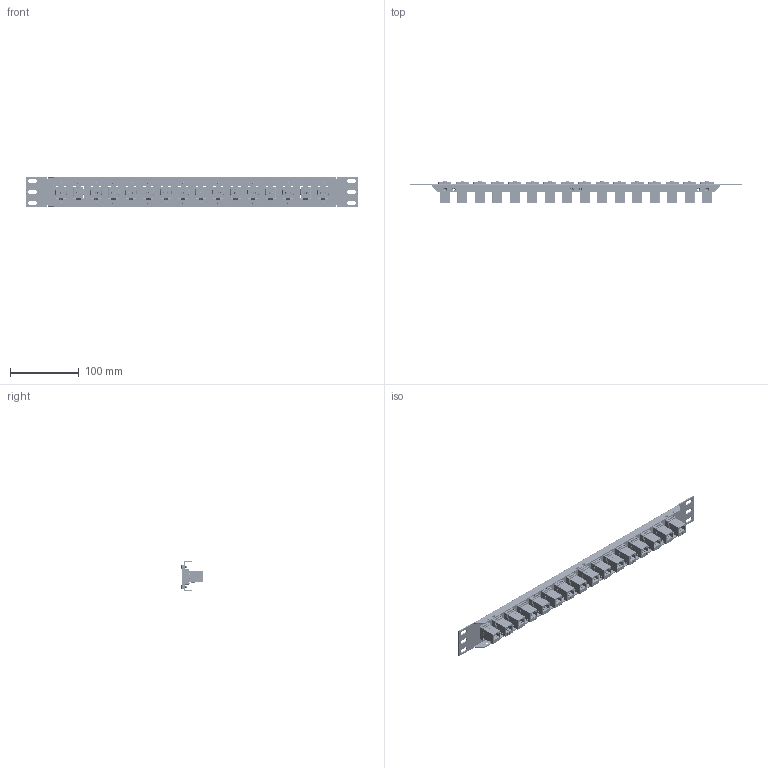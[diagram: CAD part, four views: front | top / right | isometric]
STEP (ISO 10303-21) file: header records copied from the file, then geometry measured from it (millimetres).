
FILE_DESCRIPTION (( 'STEP AP214' ), '1' );
FILE_NAME ('PR175F504B-SC6A.STEP', '2014-01-31T19:01:08', ( 'L-Com' ), ( 'L-Com Global Connectivity' ), 'SwSTEP 2.0', 'SolidWorks 2012', '' );
FILE_SCHEMA (( 'AUTOMOTIVE_DESIGN' ));
Length unit declared in the file: inch
Products named in the file (5): PR175F504B-SC6A; PR175F504B; ECF-SK; TDG1026KS-C6A_New Logo - Latch Depressed; 91772A106_default
Assembly tree (65 placements, depth 2):
  PR175F504B-SC6A
    PR175F504B
    ECF-SK  x16
    TDG1026KS-C6A_New Logo - Latch Depressed  x16
    91772A106_default  x32
Bounding box: 482.6 x 32 x 43.94 mm (x, y, z)
Volume: 144457.2 mm3; surface area: 151435.5 mm2
Topology: 65 solids, 65 shells, 11132 faces, 30045 edges, 19374 vertices
Faces by surface type: plane 5614, bspline 2134, cylinder 1840, cone 1240, sphere 192, torus 112
Entity records: 57415 total; most frequent: CARTESIAN_POINT 20461, ORIENTED_EDGE 6716, DIRECTION 5217, EDGE_CURVE 3358, VECTOR 2245, LINE 2245, VERTEX_POINT 2210, AXIS2_PLACEMENT_3D 1486
